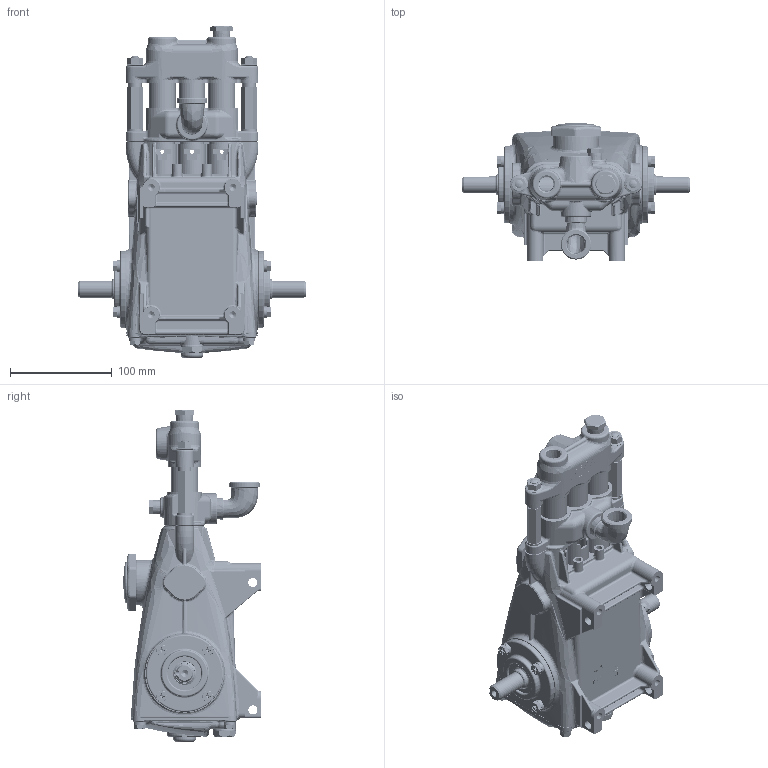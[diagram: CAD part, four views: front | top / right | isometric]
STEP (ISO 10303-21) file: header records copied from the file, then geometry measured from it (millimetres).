
FILE_DESCRIPTION (( 'STEP AP203' ), '1' );
FILE_NAME ('430.STEP', '2022-08-23T15:32:00', ( '' ), ( '' ), 'SwSTEP 2.0', 'SolidWorks 2022', '' );
FILE_SCHEMA (( 'CONFIG_CONTROL_DESIGN' ));
Products named in the file (1): 430
Bounding box: 223 x 135.49 x 325.9 mm (x, y, z)
Volume: 1047793.5 mm3; surface area: 470864.3 mm2
Topology: 60 solids, 62 shells, 5325 faces, 13113 edges, 7821 vertices
Faces by surface type: plane 1515, cylinder 1463, bspline 1009, torus 587, cone 553, sphere 198
Entity records: 213503 total; most frequent: CARTESIAN_POINT 95718, ORIENTED_EDGE 25670, DIRECTION 23445, EDGE_CURVE 12835, AXIS2_PLACEMENT_3D 9419, VERTEX_POINT 7793, EDGE_LOOP 5692, FACE_OUTER_BOUND 5325
